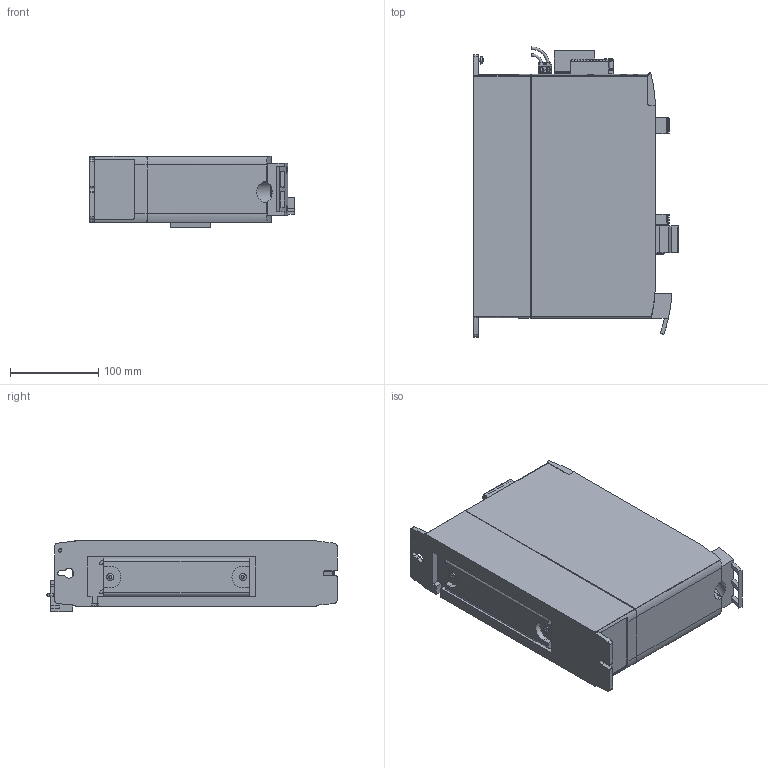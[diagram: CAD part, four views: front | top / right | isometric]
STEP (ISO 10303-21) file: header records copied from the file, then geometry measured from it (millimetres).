
FILE_DESCRIPTION(/* description */ ('STEP AP214'),/* implementation_level */ '2;1');
FILE_NAME(/* name */ '8143168_CMMT-AS-C7-11A-P3-MP-S1',/* time_stamp */ '2024-08-02T17:37:00+02:00',/* author */ ('License CC BY-ND 4.0'),/* organization */ ('CADENAS'),/* preprocessor_version */ 'ST-DEVELOPER v19.3',/* originating_system */ 'PARTsolutions',/* authorisation */ ' ');
FILE_SCHEMA (('AUTOMOTIVE_DESIGN {1 0 10303 214 3 1 1}'));
Products named in the file (13): 8143168 CMMT-AS-C7-11A-P3-MP-S1; 8143168 CMMT-AS-C7-11A-P3-MP-S1---(h); 5395254 CAFC-C6-C; 8099429 CMMT-AS-C7/C12-11A-P3---(clamp); ISO 14580 M4x25; 4021832 2GD-1RR7.62-CLP-CBL; 4083624 12GD-2RR7.62-CLP-CBL; 4377733 12GD-1RR3,5-CLP-CBL; 3943083 12GD-1RR3,5-CLP-CBL; 5065650 4RD-2RR5.08-CLP-CBL; 3943299 10GD-2RR3,5-CLP-CBL; 3943136 6GD-2RR3,5-CLP-CBL; 5065752 4GD-1RR7.62-CLP-CBL
Assembly tree (13 placements, depth 2):
  8143168 CMMT-AS-C7-11A-P3-MP-S1
    8143168 CMMT-AS-C7-11A-P3-MP-S1---(h)
    5395254 CAFC-C6-C
    8099429 CMMT-AS-C7/C12-11A-P3---(clamp)
    ISO 14580 M4x25  x2
    4021832 2GD-1RR7.62-CLP-CBL
    4083624 12GD-2RR7.62-CLP-CBL
    4377733 12GD-1RR3,5-CLP-CBL
    3943083 12GD-1RR3,5-CLP-CBL
    5065650 4RD-2RR5.08-CLP-CBL
    3943299 10GD-2RR3,5-CLP-CBL
    3943136 6GD-2RR3,5-CLP-CBL
    5065752 4GD-1RR7.62-CLP-CBL
Bounding box: 230.95 x 327.9 x 81.16 mm (x, y, z)
Volume: 4276983.7 mm3; surface area: 289969.5 mm2
Topology: 13 solids, 13 shells, 5315 faces, 14200 edges, 9430 vertices
Faces by surface type: plane 3661, cylinder 1561, torus 67, cone 26
Full cylindrical faces by diameter (mm): 0.429 x1, 0.528 x3, 0.8 x3, 1.4 x2, 1.5 x2, 1.6 x40, 2.8 x2, 3 x47, 3.2 x10, 3.242 x3, 3.571 x2, 4 x5, 5.2 x2, 8 x4, 8.7 x1, 9 x2
Entity records: 196799 total; most frequent: CARTESIAN_POINT 29219, ORIENTED_EDGE 27802, DIRECTION 27504, EDGE_CURVE 13901, LINE 10564, VECTOR 10564, VERTEX_POINT 9363, AXIS2_PLACEMENT_3D 8470
